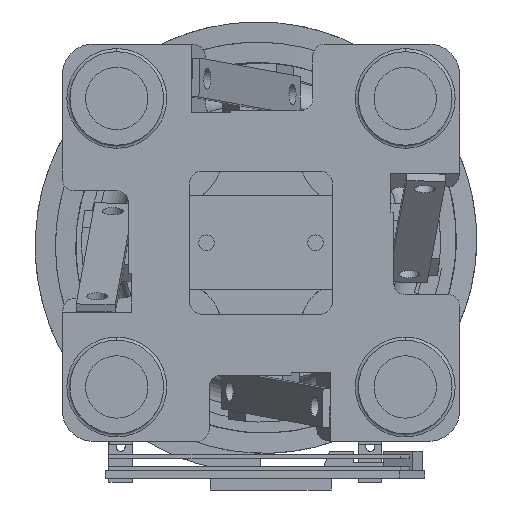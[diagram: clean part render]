
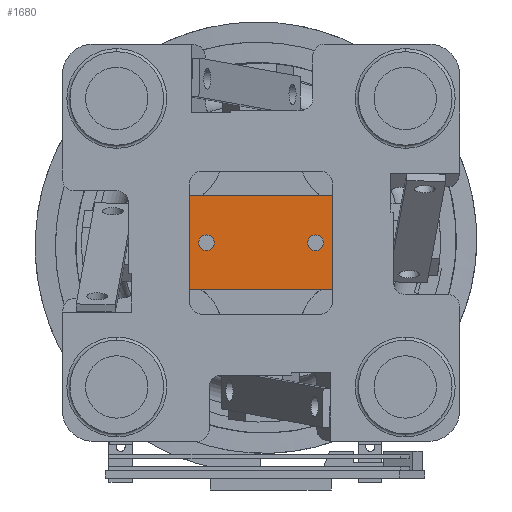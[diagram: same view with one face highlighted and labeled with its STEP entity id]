
A CAD part, front view. The second image highlights one B-rep face of the part: STEP entity #1680.
In plain terms, the highlighted planar face has unit normal (0, 1, 0).
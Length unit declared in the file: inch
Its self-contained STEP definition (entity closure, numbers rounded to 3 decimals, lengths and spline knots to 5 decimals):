
#1309 = VERTEX_POINT ( 'NONE', #8300 ) ;
#1311 = EDGE_CURVE ( 'NONE', #1312, #1309, #8436, .T. ) ;
#1312 = VERTEX_POINT ( 'NONE', #8432 ) ;
#1666 = ORIENTED_EDGE ( 'NONE', *, *, #1667, .F. ) ;
#1667 = EDGE_CURVE ( 'NONE', #1769, #1768, #8813, .T. ) ;
#1668 = EDGE_LOOP ( 'NONE', ( #1669, #1670, #1671, #1672 ) ) ;
#1669 = ORIENTED_EDGE ( 'NONE', *, *, #1678, .T. ) ;
#1670 = ORIENTED_EDGE ( 'NONE', *, *, #1785, .T. ) ;
#1671 = ORIENTED_EDGE ( 'NONE', *, *, #1810, .T. ) ;
#1672 = ORIENTED_EDGE ( 'NONE', *, *, #1311, .T. ) ;
#1678 = EDGE_CURVE ( 'NONE', #1309, #1786, #8858, .T. ) ;
#1680 = ADVANCED_FACE ( 'NONE', ( #8854, #8853, #8852 ), #8851, .T. ) ;
#1681 = EDGE_LOOP ( 'NONE', ( #1682, #1686 ) ) ;
#1682 = ORIENTED_EDGE ( 'NONE', *, *, #1683, .F. ) ;
#1683 = EDGE_CURVE ( 'NONE', #1684, #1685, #8833, .T. ) ;
#1684 = VERTEX_POINT ( 'NONE', #8828 ) ;
#1685 = VERTEX_POINT ( 'NONE', #8827 ) ;
#1686 = ORIENTED_EDGE ( 'NONE', *, *, #1764, .F. ) ;
#1764 = EDGE_CURVE ( 'NONE', #1685, #1684, #9496, .T. ) ;
#1765 = EDGE_LOOP ( 'NONE', ( #1766, #1666 ) ) ;
#1766 = ORIENTED_EDGE ( 'NONE', *, *, #1767, .F. ) ;
#1767 = EDGE_CURVE ( 'NONE', #1768, #1769, #9492, .T. ) ;
#1768 = VERTEX_POINT ( 'NONE', #9488 ) ;
#1769 = VERTEX_POINT ( 'NONE', #9487 ) ;
#1785 = EDGE_CURVE ( 'NONE', #1786, #1811, #9370, .T. ) ;
#1786 = VERTEX_POINT ( 'NONE', #9366 ) ;
#1810 = EDGE_CURVE ( 'NONE', #1811, #1312, #9385, .T. ) ;
#1811 = VERTEX_POINT ( 'NONE', #9381 ) ;
#8300 = CARTESIAN_POINT ( 'NONE',  ( -1.14539, -3.20458, 2.50745 ) ) ;
#8432 = CARTESIAN_POINT ( 'NONE',  ( 1.85461, -3.20458, 2.50745 ) ) ;
#8433 = DIRECTION ( 'NONE',  ( -1., 0., 0. ) ) ;
#8434 = VECTOR ( 'NONE', #8433, 39.37008 ) ;
#8435 = CARTESIAN_POINT ( 'NONE',  ( -1.14539, -3.20458, 2.50745 ) ) ;
#8436 = LINE ( 'NONE', #8435, #8434 ) ;
#8811 = CARTESIAN_POINT ( 'NONE',  ( 1.22961, -3.20458, 3.25745 ) ) ;
#8812 = AXIS2_PLACEMENT_3D ( 'NONE', #8811, #8861, #8860 ) ;
#8813 = CIRCLE ( 'NONE', #8812, 0.125 ) ;
#8827 = CARTESIAN_POINT ( 'NONE',  ( -0.52039, -3.20458, 3.13245 ) ) ;
#8828 = CARTESIAN_POINT ( 'NONE',  ( -0.52039, -3.20458, 3.38245 ) ) ;
#8829 = DIRECTION ( 'NONE',  ( 0., 0., 1. ) ) ;
#8830 = DIRECTION ( 'NONE',  ( 0., 1., 0. ) ) ;
#8831 = CARTESIAN_POINT ( 'NONE',  ( -0.52039, -3.20458, 3.25745 ) ) ;
#8832 = AXIS2_PLACEMENT_3D ( 'NONE', #8831, #8830, #8829 ) ;
#8833 = CIRCLE ( 'NONE', #8832, 0.125 ) ;
#8834 = DIRECTION ( 'NONE',  ( 0., 0., 1. ) ) ;
#8835 = DIRECTION ( 'NONE',  ( 0., 1., 0. ) ) ;
#8836 = CARTESIAN_POINT ( 'NONE',  ( -1.14539, -3.20458, 2.50745 ) ) ;
#8850 = AXIS2_PLACEMENT_3D ( 'NONE', #8836, #8835, #8834 ) ;
#8851 = PLANE ( 'NONE',  #8850 ) ;
#8852 = FACE_OUTER_BOUND ( 'NONE', #1668, .T. ) ;
#8853 = FACE_BOUND ( 'NONE', #1765, .T. ) ;
#8854 = FACE_BOUND ( 'NONE', #1681, .T. ) ;
#8855 = DIRECTION ( 'NONE',  ( 0., 0., 1. ) ) ;
#8856 = VECTOR ( 'NONE', #8855, 39.37008 ) ;
#8857 = CARTESIAN_POINT ( 'NONE',  ( -1.14539, -3.20458, 2.50745 ) ) ;
#8858 = LINE ( 'NONE', #8857, #8856 ) ;
#8860 = DIRECTION ( 'NONE',  ( 0., 0., 1. ) ) ;
#8861 = DIRECTION ( 'NONE',  ( 0., 1., 0. ) ) ;
#9329 = CARTESIAN_POINT ( 'NONE',  ( -0.52039, -3.20458, 3.25745 ) ) ;
#9366 = CARTESIAN_POINT ( 'NONE',  ( -1.14539, -3.20458, 4.00745 ) ) ;
#9367 = DIRECTION ( 'NONE',  ( 1., 0., 0. ) ) ;
#9368 = VECTOR ( 'NONE', #9367, 39.37008 ) ;
#9369 = CARTESIAN_POINT ( 'NONE',  ( -1.14539, -3.20458, 4.00745 ) ) ;
#9370 = LINE ( 'NONE', #9369, #9368 ) ;
#9381 = CARTESIAN_POINT ( 'NONE',  ( 1.85461, -3.20458, 4.00745 ) ) ;
#9382 = DIRECTION ( 'NONE',  ( 0., 0., -1. ) ) ;
#9383 = VECTOR ( 'NONE', #9382, 39.37008 ) ;
#9384 = CARTESIAN_POINT ( 'NONE',  ( 1.85461, -3.20458, 2.50745 ) ) ;
#9385 = LINE ( 'NONE', #9384, #9383 ) ;
#9487 = CARTESIAN_POINT ( 'NONE',  ( 1.22961, -3.20458, 3.13245 ) ) ;
#9488 = CARTESIAN_POINT ( 'NONE',  ( 1.22961, -3.20458, 3.38245 ) ) ;
#9489 = DIRECTION ( 'NONE',  ( 0., 0., 1. ) ) ;
#9490 = DIRECTION ( 'NONE',  ( 0., 1., 0. ) ) ;
#9491 = AXIS2_PLACEMENT_3D ( 'NONE', #9497, #9490, #9489 ) ;
#9492 = CIRCLE ( 'NONE', #9491, 0.125 ) ;
#9493 = DIRECTION ( 'NONE',  ( 0., 0., 1. ) ) ;
#9494 = DIRECTION ( 'NONE',  ( 0., 1., 0. ) ) ;
#9495 = AXIS2_PLACEMENT_3D ( 'NONE', #9329, #9494, #9493 ) ;
#9496 = CIRCLE ( 'NONE', #9495, 0.125 ) ;
#9497 = CARTESIAN_POINT ( 'NONE',  ( 1.22961, -3.20458, 3.25745 ) ) ;
